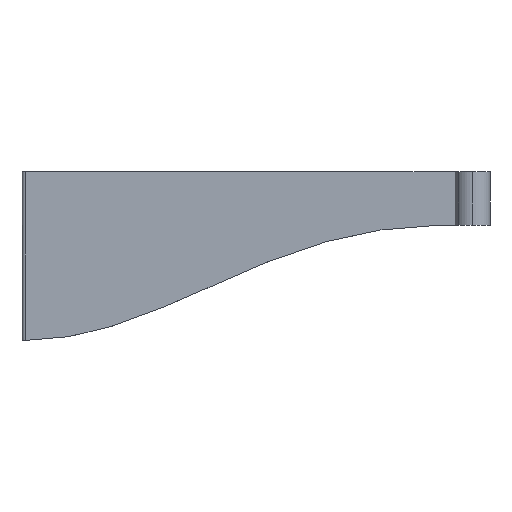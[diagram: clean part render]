
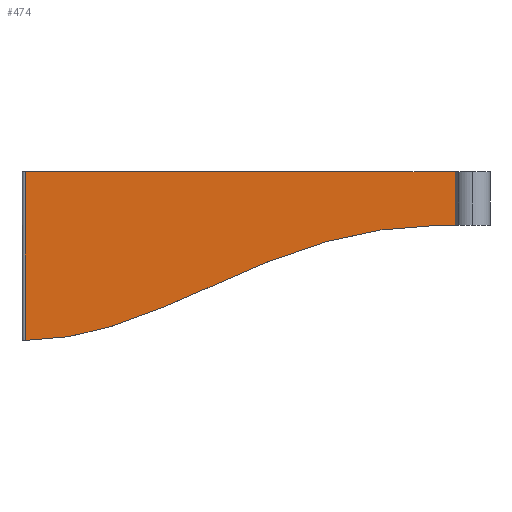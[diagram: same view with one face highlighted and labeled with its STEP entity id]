
A CAD part, top view. The second image highlights one B-rep face of the part: STEP entity #474.
In plain terms, the highlighted planar face has unit normal (-0.004, 0, 1).
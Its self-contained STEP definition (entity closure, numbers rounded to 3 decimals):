
#41 = EDGE_CURVE ( 'NONE', #100, #93, #585, .T. ) ;
#47 = EDGE_CURVE ( 'NONE', #93, #95, #517, .T. ) ;
#48 = EDGE_CURVE ( 'NONE', #106, #104, #525, .T. ) ;
#59 = EDGE_CURVE ( 'NONE', #106, #100, #544, .T. ) ;
#61 = EDGE_CURVE ( 'NONE', #95, #104, #548, .T. ) ;
#87 = AXIS2_PLACEMENT_3D ( 'NONE', #424, #432, #433 ) ;
#93 = VERTEX_POINT ( 'NONE', #360 ) ;
#95 = VERTEX_POINT ( 'NONE', #358 ) ;
#100 = VERTEX_POINT ( 'NONE', #366 ) ;
#104 = VERTEX_POINT ( 'NONE', #369 ) ;
#106 = VERTEX_POINT ( 'NONE', #371 ) ;
#130 = EDGE_LOOP ( 'NONE', ( #188, #189, #190, #191, #192 ) ) ;
#188 = ORIENTED_EDGE ( 'NONE', *, *, #48, .F. ) ;
#189 = ORIENTED_EDGE ( 'NONE', *, *, #59, .T. ) ;
#190 = ORIENTED_EDGE ( 'NONE', *, *, #41, .T. ) ;
#191 = ORIENTED_EDGE ( 'NONE', *, *, #47, .T. ) ;
#192 = ORIENTED_EDGE ( 'NONE', *, *, #61, .T. ) ;
#267 = CARTESIAN_POINT ( 'NONE',  ( -66.036, -18.628, 2.504 ) ) ;
#277 = CARTESIAN_POINT ( 'NONE',  ( -60.831, -18.633, 2.525 ) ) ;
#278 = CARTESIAN_POINT ( 'NONE',  ( -55.742, -18.048, 2.546 ) ) ;
#279 = CARTESIAN_POINT ( 'NONE',  ( -45.737, -16.006, 2.586 ) ) ;
#280 = CARTESIAN_POINT ( 'NONE',  ( -40.82, -14.55, 2.606 ) ) ;
#281 = CARTESIAN_POINT ( 'NONE',  ( -34.741, -12.389, 2.63 ) ) ;
#282 = CARTESIAN_POINT ( 'NONE',  ( -33.528, -11.94, 2.635 ) ) ;
#283 = CARTESIAN_POINT ( 'NONE',  ( -31.114, -11.015, 2.645 ) ) ;
#284 = CARTESIAN_POINT ( 'NONE',  ( -29.913, -10.539, 2.65 ) ) ;
#285 = CARTESIAN_POINT ( 'NONE',  ( -26.324, -9.079, 2.664 ) ) ;
#286 = CARTESIAN_POINT ( 'NONE',  ( -23.949, -8.064, 2.674 ) ) ;
#287 = CARTESIAN_POINT ( 'NONE',  ( -16.854, -4.948, 2.702 ) ) ;
#288 = CARTESIAN_POINT ( 'NONE',  ( -12.164, -2.78, 2.721 ) ) ;
#289 = CARTESIAN_POINT ( 'NONE',  ( -5.087, 0.375, 2.75 ) ) ;
#290 = CARTESIAN_POINT ( 'NONE',  ( -2.718, 1.41, 2.759 ) ) ;
#291 = CARTESIAN_POINT ( 'NONE',  ( 2.036, 3.401, 2.779 ) ) ;
#292 = CARTESIAN_POINT ( 'NONE',  ( 4.424, 4.355, 2.788 ) ) ;
#293 = CARTESIAN_POINT ( 'NONE',  ( 11.623, 7.063, 2.817 ) ) ;
#294 = CARTESIAN_POINT ( 'NONE',  ( 16.472, 8.66, 2.837 ) ) ;
#295 = CARTESIAN_POINT ( 'NONE',  ( 26.304, 11.298, 2.877 ) ) ;
#296 = CARTESIAN_POINT ( 'NONE',  ( 31.286, 12.34, 2.897 ) ) ;
#297 = CARTESIAN_POINT ( 'NONE',  ( 41.402, 13.795, 2.937 ) ) ;
#298 = CARTESIAN_POINT ( 'NONE',  ( 46.535, 14.21, 2.958 ) ) ;
#299 = CARTESIAN_POINT ( 'NONE',  ( 51.744, 14.308, 2.979 ) ) ;
#316 = CARTESIAN_POINT ( 'NONE',  ( 51.744, 14.308, 2.979 ) ) ;
#317 = DIRECTION ( 'NONE',  ( 1., 0., 0.004 ) ) ;
#318 = CARTESIAN_POINT ( 'NONE',  ( -104.675, 29.66, 2.348 ) ) ;
#319 = DIRECTION ( 'NONE',  ( 1., 0., 0.004 ) ) ;
#346 = CARTESIAN_POINT ( 'NONE',  ( -66.036, -18.62, 2.504 ) ) ;
#347 = DIRECTION ( 'NONE',  ( 0., -1., 0. ) ) ;
#350 = CARTESIAN_POINT ( 'NONE',  ( 56.896, 14.308, 3. ) ) ;
#351 = DIRECTION ( 'NONE',  ( 0., 1., 0. ) ) ;
#358 = CARTESIAN_POINT ( 'NONE',  ( 56.896, 14.308, 3. ) ) ;
#360 = CARTESIAN_POINT ( 'NONE',  ( 51.744, 14.308, 2.979 ) ) ;
#366 = CARTESIAN_POINT ( 'NONE',  ( -66.036, -18.628, 2.504 ) ) ;
#369 = CARTESIAN_POINT ( 'NONE',  ( 56.896, 29.66, 3. ) ) ;
#371 = CARTESIAN_POINT ( 'NONE',  ( -66.036, 29.66, 2.504 ) ) ;
#421 = PLANE ( 'NONE',  #87 ) ;
#424 = CARTESIAN_POINT ( 'NONE',  ( -104.675, -18.994, 2.348 ) ) ;
#432 = DIRECTION ( 'NONE',  ( -0.004, 0., 1. ) ) ;
#433 = DIRECTION ( 'NONE',  ( 1., 0., 0.004 ) ) ;
#474 = ADVANCED_FACE ( 'NONE', ( #569 ), #421, .T. ) ;
#501 = VECTOR ( 'NONE', #317, 1000. ) ;
#517 = LINE ( 'NONE', #316, #501 ) ;
#525 = LINE ( 'NONE', #318, #526 ) ;
#526 = VECTOR ( 'NONE', #319, 1000. ) ;
#544 = LINE ( 'NONE', #346, #545 ) ;
#545 = VECTOR ( 'NONE', #347, 1000. ) ;
#548 = LINE ( 'NONE', #350, #549 ) ;
#549 = VECTOR ( 'NONE', #351, 1000. ) ;
#569 = FACE_OUTER_BOUND ( 'NONE', #130, .T. ) ;
#585 = B_SPLINE_CURVE_WITH_KNOTS ( 'NONE', 3,
 ( #267, #277, #278, #279, #280, #281, #282, #283, #284, #285, #286, #287, #288, #289, #290, #291, #292, #293, #294, #295, #296, #297, #298, #299 ),
 .UNSPECIFIED., .F., .F.,
 ( 4, 2, 2, 2, 2, 2, 2, 2, 2, 2, 2, 4 ),
 ( 0.001, 0.016, 0.032, 0.035, 0.039, 0.047, 0.062, 0.07, 0.078, 0.093, 0.108, 0.124 ),
 .UNSPECIFIED. ) ;
